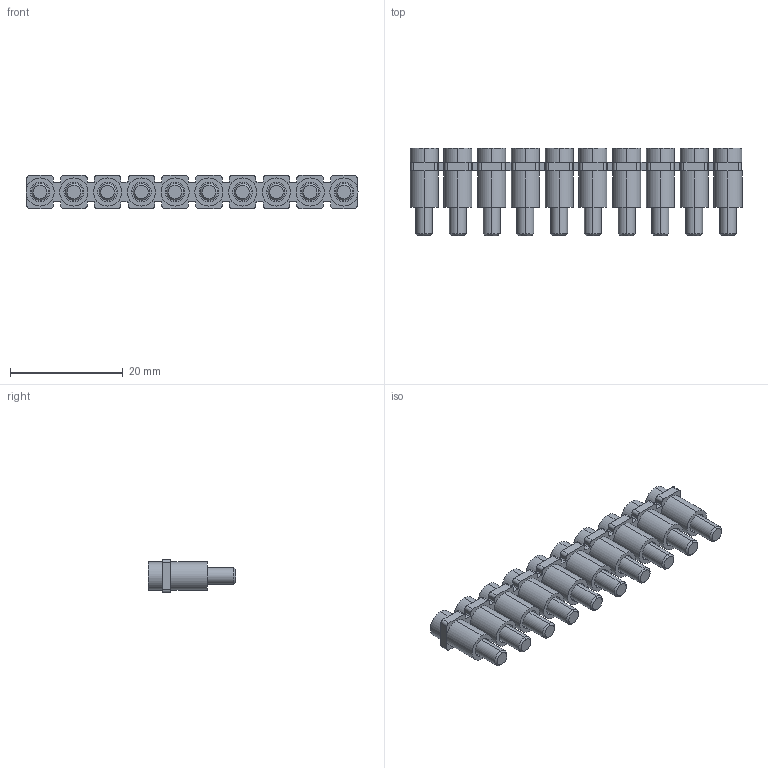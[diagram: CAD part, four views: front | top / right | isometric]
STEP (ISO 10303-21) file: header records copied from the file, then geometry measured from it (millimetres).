
FILE_DESCRIPTION (( 'STEP AP214' ), '1' );
FILE_NAME ('UK 4-10.STEP', '2013-10-29T10:34:58', ( 'arge' ), ( 'Microsoft' ), 'SwSTEP 2.0', 'SolidWorks 2013', '' );
FILE_SCHEMA (( 'AUTOMOTIVE_DESIGN' ));
Length unit declared in the file: millimetre
Products named in the file (1): UK 4-10
Bounding box: 59 x 15.5 x 5.9 mm (x, y, z)
Volume: 2256.9 mm3; surface area: 5398.2 mm2
Topology: 31 solids, 31 shells, 684 faces, 1576 edges, 974 vertices
Faces by surface type: cylinder 296, plane 198, torus 150, cone 40
Entity records: 27580 total; most frequent: DIRECTION 3798, CARTESIAN_POINT 3435, ORIENTED_EDGE 3152, AXIS2_PLACEMENT_3D 1577, EDGE_CURVE 1576, VERTEX_POINT 974, CIRCLE 892, EDGE_LOOP 764
